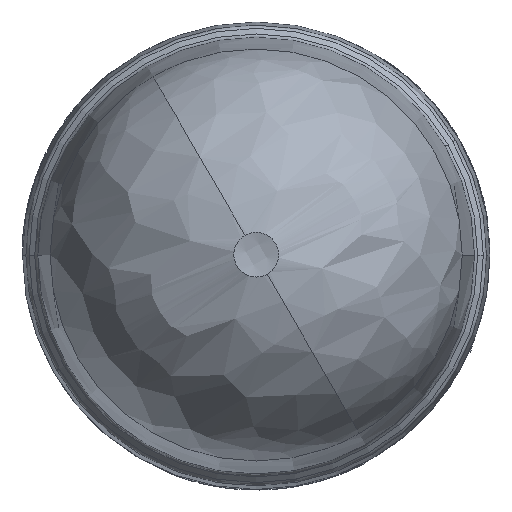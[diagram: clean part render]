
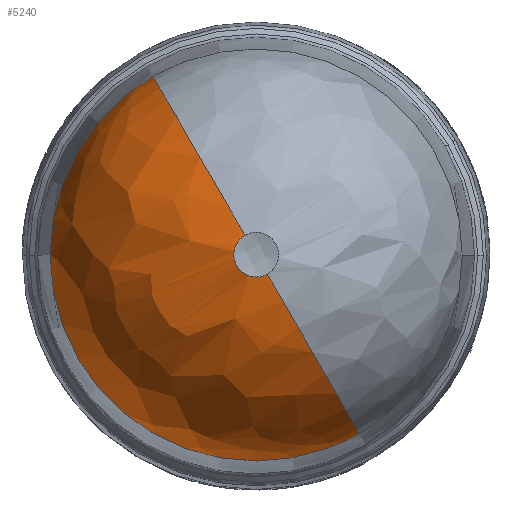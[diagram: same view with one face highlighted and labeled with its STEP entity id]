
A CAD part, top view. The second image highlights one B-rep face of the part: STEP entity #5240.
In plain terms, the highlighted free-form (B-spline) face has degree [3, 3] with [4, 4] control points.
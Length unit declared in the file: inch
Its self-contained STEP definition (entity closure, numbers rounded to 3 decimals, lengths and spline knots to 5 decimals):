
#142 = CARTESIAN_POINT ( 'NONE',  ( -0.76517, 1.26362, 3.68693 ) ) ;
#227 = CARTESIAN_POINT ( 'NONE',  ( -0.1575, -0.03125, 5.10152 ) ) ;
#311 = CARTESIAN_POINT ( 'NONE',  ( -0.10593, -0.12068, 5.10152 ) ) ;
#936 = VERTEX_POINT ( 'NONE', #10731 ) ;
#1004 = CARTESIAN_POINT ( 'NONE',  ( 0., 0., 3.71379 ) ) ;
#1198 = CARTESIAN_POINT ( 'NONE',  ( 0., 0., 3.63232 ) ) ;
#1256 = DIRECTION ( 'NONE',  ( -1., 0., 0. ) ) ;
#1350 = AXIS2_PLACEMENT_3D ( 'NONE', #1198, #11207, #6273 ) ;
#1427 = CARTESIAN_POINT ( 'NONE',  ( -0.12075, 0.10584, 5.10152 ) ) ;
#1505 = CARTESIAN_POINT ( 'NONE',  ( -3.04991, -0.17285, 5.34219 ) ) ;
#1511 = CARTESIAN_POINT ( 'NONE',  ( 0.03134, -0.15749, 5.10152 ) ) ;
#1590 = CARTESIAN_POINT ( 'NONE',  ( -0.09778, 0.12737, 5.10152 ) ) ;
#1764 = CARTESIAN_POINT ( 'NONE',  ( -0.02095, -0.1592, 5.10152 ) ) ;
#2283 = CARTESIAN_POINT ( 'NONE',  ( 0., 0., 3.71379 ) ) ;
#2712 = CIRCLE ( 'NONE', #1350, 1.47792 ) ;
#2869 = CARTESIAN_POINT ( 'NONE',  ( -0.03129, -0.1575, 5.10152 ) ) ;
#2935 = FACE_OUTER_BOUND ( 'NONE', #5414, .T. ) ;
#2943 = CARTESIAN_POINT ( 'NONE',  ( 0.0105, -0.16023, 5.10152 ) ) ;
#3019 = CARTESIAN_POINT ( 'NONE',  ( -3.11277, -0.20915, 3.76085 ) ) ;
#3027 = CARTESIAN_POINT ( 'NONE',  ( -0.14402, -0.07101, 5.10152 ) ) ;
#3734 = CARTESIAN_POINT ( 'NONE',  ( 0.06134, -0.1484, 5.10152 ) ) ;
#3891 = DIRECTION ( 'NONE',  ( -1., 0., 0. ) ) ;
#4058 = CARTESIAN_POINT ( 'NONE',  ( -0.16022, -0.01055, 5.10152 ) ) ;
#4130 = CARTESIAN_POINT ( 'NONE',  ( 0.71174, -1.29446, 3.68693 ) ) ;
#4222 = CARTESIAN_POINT ( 'NONE',  ( -0.16058, 0.00001, 5.10152 ) ) ;
#5170 = CARTESIAN_POINT ( 'NONE',  ( 0.08012, -0.13876, 5.10152 ) ) ;
#5240 = ADVANCED_FACE ( 'NONE', ( #2935 ), #8840, .T. ) ;
#5246 = CARTESIAN_POINT ( 'NONE',  ( -0.05172, -0.15202, 5.10152 ) ) ;
#5326 = CARTESIAN_POINT ( 'NONE',  ( -0.11354, -0.11354, 5.10152 ) ) ;
#5339 = CARTESIAN_POINT ( 'NONE',  ( 0.73784, -1.27797, 3.71379 ) ) ;
#5394 = CARTESIAN_POINT ( 'NONE',  ( -0.73846, 1.27904, 3.68693 ) ) ;
#5403 = CARTESIAN_POINT ( 'NONE',  ( -0.14833, -0.0615, 5.10152 ) ) ;
#5414 = EDGE_LOOP ( 'NONE', ( #10278, #5582, #11191, #5806, #5915 ) ) ;
#5443 = DIRECTION ( 'NONE',  ( -0.5, 0.866, 0. ) ) ;
#5477 = CARTESIAN_POINT ( 'NONE',  ( 0.73846, -1.27904, 3.68693 ) ) ;
#5485 = CARTESIAN_POINT ( 'NONE',  ( -0.08928, 0.13347, 5.10152 ) ) ;
#5571 = CARTESIAN_POINT ( 'NONE',  ( -0.08928, -0.13347, 5.10152 ) ) ;
#5582 = ORIENTED_EDGE ( 'NONE', *, *, #14452, .F. ) ;
#5806 = ORIENTED_EDGE ( 'NONE', *, *, #6936, .F. ) ;
#5915 = ORIENTED_EDGE ( 'NONE', *, *, #10961, .T. ) ;
#6273 = DIRECTION ( 'NONE',  ( -0.5, 0.866, 0. ) ) ;
#6500 = CARTESIAN_POINT ( 'NONE',  ( -1.67465, -2.55488, 5.34219 ) ) ;
#6746 = CARTESIAN_POINT ( 'NONE',  ( -0.08012, 0.13876, 5.10152 ) ) ;
#6832 = CARTESIAN_POINT ( 'NONE',  ( -0.15919, 0.02104, 5.10152 ) ) ;
#6881 = CIRCLE ( 'NONE', #10683, 1.47567 ) ;
#6936 = EDGE_CURVE ( 'NONE', #12078, #15165, #2712, .T. ) ;
#7996 = EDGE_CURVE ( 'NONE', #15165, #8618, #8772, .T. ) ;
#8100 = CARTESIAN_POINT ( 'NONE',  ( -0.78448, 1.25247, 3.66563 ) ) ;
#8183 = CARTESIAN_POINT ( 'NONE',  ( -2.05855, 0.39951, 6.43558 ) ) ;
#8618 = VERTEX_POINT ( 'NONE', #10877 ) ;
#8731 = CARTESIAN_POINT ( 'NONE',  ( 0.04151, -0.15511, 5.10152 ) ) ;
#8772 = CIRCLE ( 'NONE', #12313, 1.47567 ) ;
#8840 =( BOUNDED_SURFACE ( )  B_SPLINE_SURFACE ( 3, 3, ( 
 ( #14626, #8100, #142, #5394 ),
 ( #3019, #1505, #8183, #15734 ),
 ( #10738, #6500, #10411, #11838 ),
 ( #9138, #15579, #4130, #5477 ) ),
 .UNSPECIFIED., .F., .F., .F. ) 
 B_SPLINE_SURFACE_WITH_KNOTS ( ( 4, 4 ),
 ( 4, 4 ),
 ( 0., 1. ),
 ( 0., 1. ),
 .UNSPECIFIED. ) 
 GEOMETRIC_REPRESENTATION_ITEM ( )  RATIONAL_B_SPLINE_SURFACE ( (
 ( 1., 0.815, 0.815, 1.),
 ( 0.358, 0.292, 0.292, 0.358),
 ( 0.358, 0.292, 0.292, 0.358),
 ( 1., 0.815, 0.815, 1.) ) ) 
 REPRESENTATION_ITEM ( '' )  SURFACE ( )  );
#8875 = CARTESIAN_POINT ( 'NONE',  ( 0.08012, -0.13876, 5.10152 ) ) ;
#9138 = CARTESIAN_POINT ( 'NONE',  ( 0.6912, -1.30632, 3.63482 ) ) ;
#9146 = CARTESIAN_POINT ( 'NONE',  ( -0.15748, 0.03135, 5.10152 ) ) ;
#9163 = VERTEX_POINT ( 'NONE', #13966 ) ;
#9302 = CARTESIAN_POINT ( 'NONE',  ( -0.15208, 0.05154, 5.10152 ) ) ;
#10076 = DIRECTION ( 'NONE',  ( 0., 0., -1. ) ) ;
#10177 = CARTESIAN_POINT ( 'NONE',  ( 0.07106, -0.14399, 5.10152 ) ) ;
#10278 = ORIENTED_EDGE ( 'NONE', *, *, #10785, .F. ) ;
#10411 = CARTESIAN_POINT ( 'NONE',  ( -0.68329, -1.98251, 6.43558 ) ) ;
#10423 = CARTESIAN_POINT ( 'NONE',  ( -0.14832, 0.06153, 5.10152 ) ) ;
#10660 = CARTESIAN_POINT ( 'NONE',  ( -0.08024, -0.13909, 5.10152 ) ) ;
#10683 = AXIS2_PLACEMENT_3D ( 'NONE', #2283, #15237, #3891 ) ;
#10731 = CARTESIAN_POINT ( 'NONE',  ( -0.08012, 0.13876, 5.10152 ) ) ;
#10738 = CARTESIAN_POINT ( 'NONE',  ( -1.73751, -2.59117, 3.76085 ) ) ;
#10785 = EDGE_CURVE ( 'NONE', #9163, #936, #10823, .T. ) ;
#10823 = CIRCLE ( 'NONE', #16490, 1.47792 ) ;
#10877 = CARTESIAN_POINT ( 'NONE',  ( -1.47567, 0., 3.71379 ) ) ;
#10961 = EDGE_CURVE ( 'NONE', #12078, #936, #15240, .T. ) ;
#11191 = ORIENTED_EDGE ( 'NONE', *, *, #7996, .F. ) ;
#11207 = DIRECTION ( 'NONE',  ( 0.866, 0.5, 0. ) ) ;
#11769 = CARTESIAN_POINT ( 'NONE',  ( -0.11348, 0.1136, 5.10152 ) ) ;
#11838 = CARTESIAN_POINT ( 'NONE',  ( 0.68763, -1.19101, 6.43558 ) ) ;
#11844 = CARTESIAN_POINT ( 'NONE',  ( -0.15511, -0.04153, 5.10152 ) ) ;
#11882 = DIRECTION ( 'NONE',  ( 0.866, 0.5, 0. ) ) ;
#11924 = CARTESIAN_POINT ( 'NONE',  ( -0.12736, -0.09779, 5.10152 ) ) ;
#12078 = VERTEX_POINT ( 'NONE', #8875 ) ;
#12313 = AXIS2_PLACEMENT_3D ( 'NONE', #1004, #10076, #1256 ) ;
#13041 = CARTESIAN_POINT ( 'NONE',  ( -0.00011, -0.16057, 5.10152 ) ) ;
#13125 = CARTESIAN_POINT ( 'NONE',  ( -0.13357, -0.08912, 5.10152 ) ) ;
#13966 = CARTESIAN_POINT ( 'NONE',  ( -0.73784, 1.27797, 3.71379 ) ) ;
#14452 = EDGE_CURVE ( 'NONE', #8618, #9163, #6881, .T. ) ;
#14547 = CARTESIAN_POINT ( 'NONE',  ( -0.13354, 0.08917, 5.10152 ) ) ;
#14626 = CARTESIAN_POINT ( 'NONE',  ( -0.78571, 1.25176, 3.63482 ) ) ;
#15165 = VERTEX_POINT ( 'NONE', #5339 ) ;
#15237 = DIRECTION ( 'NONE',  ( 0., 0., -1. ) ) ;
#15240 = B_SPLINE_CURVE_WITH_KNOTS ( 'NONE', 3,
 ( #5170, #10177, #3734, #8731, #1511, #2943, #13041, #1764, #2869, #5246, #15911, #10660, #5571, #311, #5326, #11924, #13125, #3027, #5403, #11844, #227, #4058, #4222, #6832, #9146, #9302, #10423, #15743, #14547, #1427, #11769, #1590, #5485, #6746 ),
 .UNSPECIFIED., .F., .F.,
 ( 4, 2, 2, 2, 2, 2, 2, 2, 2, 2, 2, 2, 2, 2, 2, 2, 4 ),
 ( 0.01283, 0.01364, 0.01444, 0.01524, 0.01604, 0.01684, 0.01765, 0.01845, 0.01925, 0.02005, 0.02086, 0.02166, 0.02246, 0.02326, 0.02406, 0.02487, 0.02567 ),
 .UNSPECIFIED. ) ;
#15579 = CARTESIAN_POINT ( 'NONE',  ( 0.69243, -1.30561, 3.66563 ) ) ;
#15622 = CARTESIAN_POINT ( 'NONE',  ( 0., 0., 3.63232 ) ) ;
#15734 = CARTESIAN_POINT ( 'NONE',  ( -0.68763, 1.19101, 6.43558 ) ) ;
#15743 = CARTESIAN_POINT ( 'NONE',  ( -0.13905, 0.08031, 5.10152 ) ) ;
#15911 = CARTESIAN_POINT ( 'NONE',  ( -0.06151, -0.14832, 5.10152 ) ) ;
#16490 = AXIS2_PLACEMENT_3D ( 'NONE', #15622, #11882, #5443 ) ;
